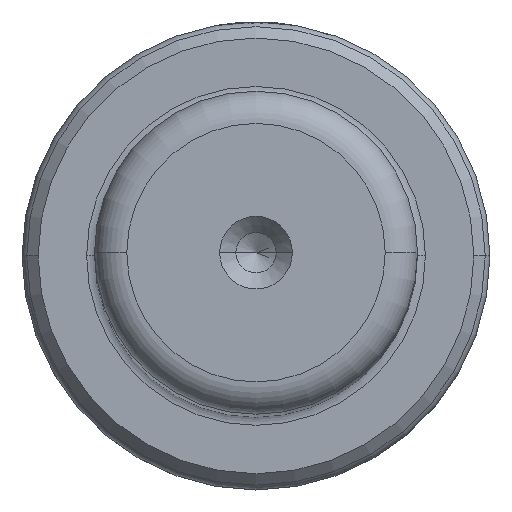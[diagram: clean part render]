
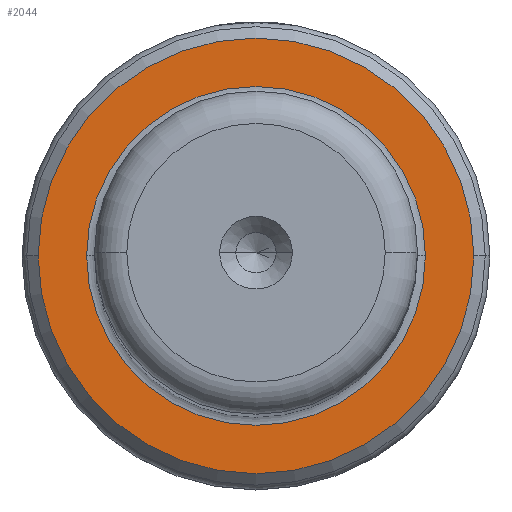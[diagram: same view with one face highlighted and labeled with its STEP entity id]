
A CAD part, top view. The second image highlights one B-rep face of the part: STEP entity #2044.
In plain terms, the highlighted planar face has unit normal (0, 0, 1).
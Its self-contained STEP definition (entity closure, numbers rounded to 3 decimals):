
#13 = AXIS2_PLACEMENT_3D ( 'NONE', #1000, #3242, #2273 ) ;
#26 = EDGE_CURVE ( 'NONE', #2017, #1795, #2382, .T. ) ;
#28 = CARTESIAN_POINT ( 'NONE',  ( 0., 0., 20. ) ) ;
#34 = AXIS2_PLACEMENT_3D ( 'NONE', #1794, #2053, #2799 ) ;
#41 = DIRECTION ( 'NONE',  ( 0., 0., 1. ) ) ;
#154 = PLANE ( 'NONE',  #2527 ) ;
#395 = DIRECTION ( 'NONE',  ( 0., 0., 1. ) ) ;
#533 = DIRECTION ( 'NONE',  ( 0., 0., -1. ) ) ;
#649 = CARTESIAN_POINT ( 'NONE',  ( -13.5, 0., 20. ) ) ;
#770 = AXIS2_PLACEMENT_3D ( 'NONE', #28, #533, #2823 ) ;
#810 = FACE_OUTER_BOUND ( 'NONE', #2790, .T. ) ;
#1000 = CARTESIAN_POINT ( 'NONE',  ( 0., 0., 20. ) ) ;
#1075 = DIRECTION ( 'NONE',  ( 1., 0., 0. ) ) ;
#1153 = EDGE_CURVE ( 'NONE', #2157, #3027, #1449, .T. ) ;
#1278 = CIRCLE ( 'NONE', #1860, 13.5 ) ;
#1355 = EDGE_CURVE ( 'NONE', #3027, #2157, #1278, .T. ) ;
#1416 = DIRECTION ( 'NONE',  ( 1., 0., 0. ) ) ;
#1449 = CIRCLE ( 'NONE', #13, 13.5 ) ;
#1467 = CIRCLE ( 'NONE', #34, 10.5 ) ;
#1469 = ORIENTED_EDGE ( 'NONE', *, *, #1708, .T. ) ;
#1491 = CARTESIAN_POINT ( 'NONE',  ( 0., 0., 20. ) ) ;
#1708 = EDGE_CURVE ( 'NONE', #1795, #2017, #1467, .T. ) ;
#1794 = CARTESIAN_POINT ( 'NONE',  ( 0., 0., 20. ) ) ;
#1795 = VERTEX_POINT ( 'NONE', #3061 ) ;
#1829 = EDGE_LOOP ( 'NONE', ( #2312, #1469 ) ) ;
#1860 = AXIS2_PLACEMENT_3D ( 'NONE', #1491, #41, #1075 ) ;
#2009 = CARTESIAN_POINT ( 'NONE',  ( 13.5, 0., 20. ) ) ;
#2017 = VERTEX_POINT ( 'NONE', #3090 ) ;
#2044 = ADVANCED_FACE ( 'NONE', ( #810, #2435 ), #154, .T. ) ;
#2053 = DIRECTION ( 'NONE',  ( 0., 0., -1. ) ) ;
#2157 = VERTEX_POINT ( 'NONE', #2009 ) ;
#2273 = DIRECTION ( 'NONE',  ( 1., 0., 0. ) ) ;
#2284 = ORIENTED_EDGE ( 'NONE', *, *, #1153, .T. ) ;
#2307 = ORIENTED_EDGE ( 'NONE', *, *, #1355, .T. ) ;
#2312 = ORIENTED_EDGE ( 'NONE', *, *, #26, .T. ) ;
#2382 = CIRCLE ( 'NONE', #770, 10.5 ) ;
#2435 = FACE_BOUND ( 'NONE', #1829, .T. ) ;
#2527 = AXIS2_PLACEMENT_3D ( 'NONE', #3176, #395, #1416 ) ;
#2790 = EDGE_LOOP ( 'NONE', ( #2307, #2284 ) ) ;
#2799 = DIRECTION ( 'NONE',  ( -1., 0., 0. ) ) ;
#2823 = DIRECTION ( 'NONE',  ( -1., 0., 0. ) ) ;
#3027 = VERTEX_POINT ( 'NONE', #649 ) ;
#3061 = CARTESIAN_POINT ( 'NONE',  ( 10.5, 0., 20. ) ) ;
#3090 = CARTESIAN_POINT ( 'NONE',  ( -10.5, 0., 20. ) ) ;
#3176 = CARTESIAN_POINT ( 'NONE',  ( 0., 0., 20. ) ) ;
#3242 = DIRECTION ( 'NONE',  ( 0., 0., 1. ) ) ;
